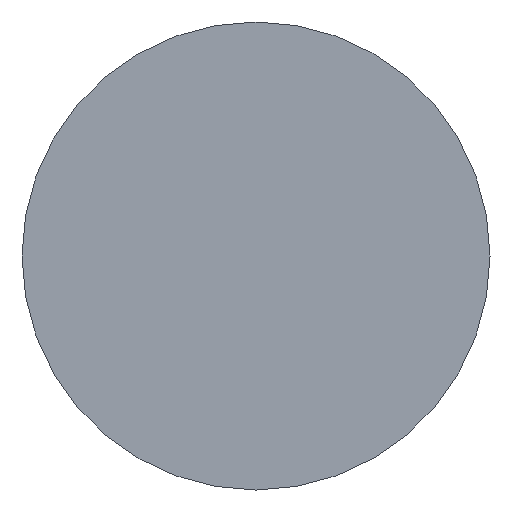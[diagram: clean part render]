
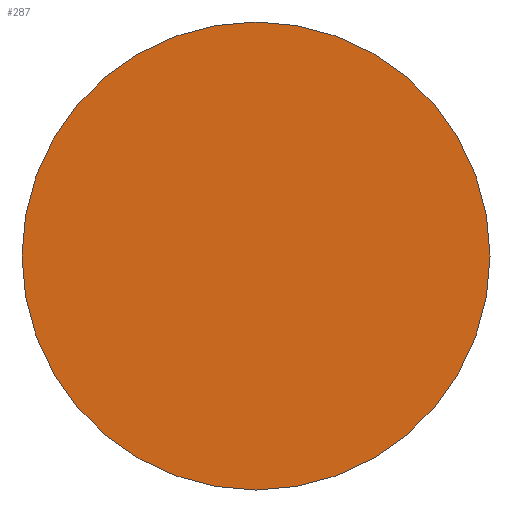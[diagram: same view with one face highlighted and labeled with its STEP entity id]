
A CAD part, front view. The second image highlights one B-rep face of the part: STEP entity #287.
In plain terms, the highlighted planar face has unit normal (0, -1, 0).
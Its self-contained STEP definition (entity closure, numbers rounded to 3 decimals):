
#183=EDGE_CURVE('',#207,#251,#486,.T.);
#207=VERTEX_POINT('',#515);
#241=EDGE_CURVE('',#251,#207,#556,.T.);
#251=VERTEX_POINT('',#567);
#287=ADVANCED_FACE('',(#606),#607,.T.);
#486=CIRCLE('',#827,20.0);
#515=CARTESIAN_POINT('',(-20.0,-30.0,0.0));
#556=CIRCLE('',#911,20.0);
#567=CARTESIAN_POINT('',(20.0,-30.0,0.));
#606=FACE_OUTER_BOUND('',#976,.T.);
#607=PLANE('',#977);
#827=AXIS2_PLACEMENT_3D('',#1230,#1231,#1232);
#911=AXIS2_PLACEMENT_3D('',#1334,#1335,#1336);
#976=EDGE_LOOP('',(#1403,#1404));
#977=AXIS2_PLACEMENT_3D('',#1405,#1406,#1407);
#1230=CARTESIAN_POINT('',(0.,-30.0,0.0));
#1231=DIRECTION('',(0.,-1.0,0.0));
#1232=DIRECTION('',(-1.0,0.,0.0));
#1334=CARTESIAN_POINT('',(0.,-30.0,0.0));
#1335=DIRECTION('',(0.,-1.0,0.0));
#1336=DIRECTION('',(-1.0,0.,0.0));
#1403=ORIENTED_EDGE('',*,*,#183,.T.);
#1404=ORIENTED_EDGE('',*,*,#241,.T.);
#1405=CARTESIAN_POINT('',(0.,-30.0,0.0));
#1406=DIRECTION('',(0.,-1.0,0.0));
#1407=DIRECTION('',(-1.0,0.,0.0));
